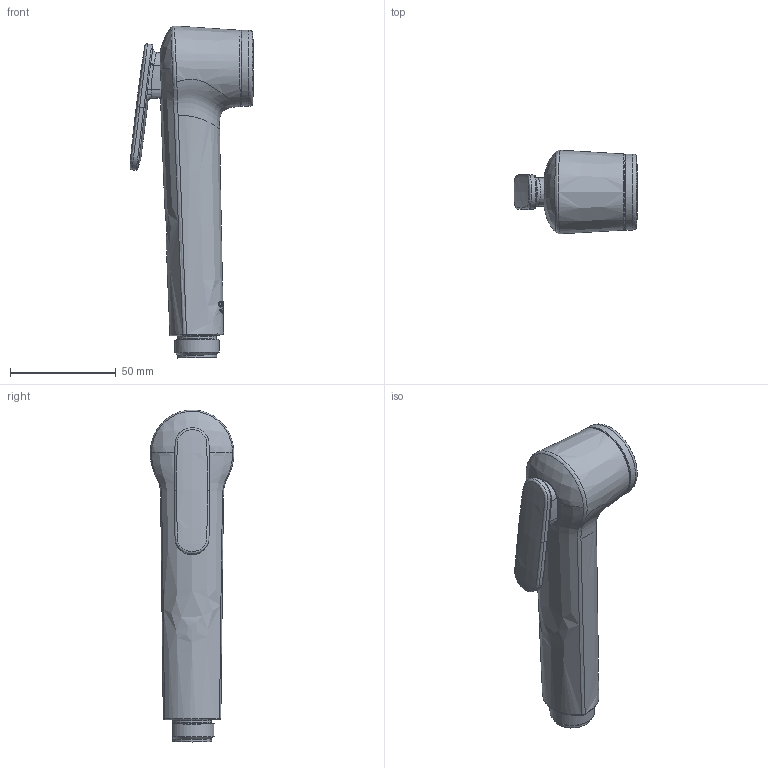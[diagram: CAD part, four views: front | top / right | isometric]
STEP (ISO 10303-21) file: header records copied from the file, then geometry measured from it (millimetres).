
FILE_DESCRIPTION(/* description */ ('Unknown'),/* implementation_level */ '2;1');
FILE_NAME(/* name */ '26351000',/* time_stamp */ '2022-09-10T05:44:27+02:00',/* author */ ('Unknown'),/* organization */ ('GROHE AG'),/* preprocessor_version */ 'ST-DEVELOPER v16.7',/* originating_system */ 'DEX',/* authorisation */ $);
FILE_SCHEMA (('TECHNICAL_DATA_PACKAGING','AUTOMOTIVE_DESIGN {1 0 10303 214 3 1 1}'));
Length unit declared in the file: millimetre
Products named in the file (3): 26351000; id11; A4285850_trigger_G5_in 3in1 valve_141202_17
Assembly tree (2 placements, depth 2):
  26351000
    id11
    A4285850_trigger_G5_in 3in1 valve_141202_17
Bounding box: 58.48 x 39.42 x 156.63 mm (x, y, z)
Surface area: 32960.1 mm2 (no closed solid volume)
Topology: 0 solids, 36 shells, 348 faces, 1330 edges, 1001 vertices
Faces by surface type: bspline 161, plane 73, cone 62, torus 30, cylinder 19, sphere 3
Full cylindrical faces by diameter (mm): 18.2 x1, 18.4 x1, 32 x1, 35.888 x1
Entity records: 27210 total; most frequent: CARTESIAN_POINT 17490, ORIENTED_EDGE 1668, EDGE_CURVE 1183, VERTEX_POINT 945, DIRECTION 928, B_SPLINE_CURVE_WITH_KNOTS 825, EDGE_LOOP 501, FACE_BOUND 501
